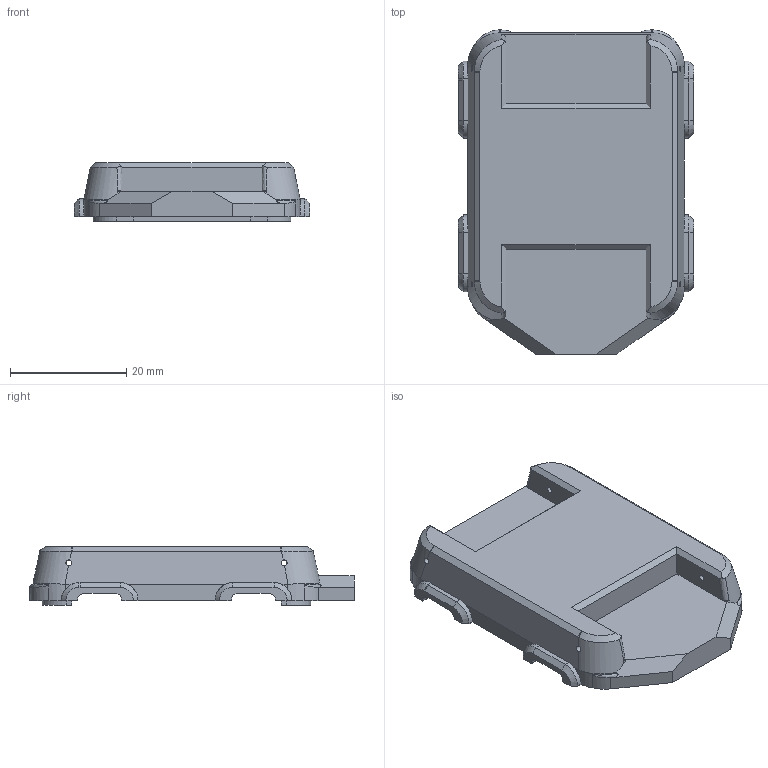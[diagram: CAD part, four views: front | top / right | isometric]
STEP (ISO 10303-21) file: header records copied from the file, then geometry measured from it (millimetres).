
FILE_DESCRIPTION(('Open CASCADE Model'),'2;1');
FILE_NAME('Open CASCADE Shape Model','2021-08-26T01:18:17',('Author'),( 'Open CASCADE'),'Open CASCADE STEP processor 7.5','Open CASCADE 7.5' ,'Unknown');
FILE_SCHEMA(('AUTOMOTIVE_DESIGN { 1 0 10303 214 1 1 1 1 }'));
Length unit declared in the file: millimetre
Products named in the file (1): Open CASCADE STEP translator 7.5 3
Bounding box: 40.4 x 55.69 x 10.1 mm (x, y, z)
Volume: 6310.3 mm3; surface area: 6642.2 mm2
Topology: 1 solids, 1 shells, 212 faces, 614 edges, 402 vertices
Faces by surface type: plane 122, cylinder 62, bspline 20, cone 8
Full cylindrical faces by diameter (mm): 1 x4, 1.623 x4
Entity records: 19292 total; most frequent: CARTESIAN_POINT 7752, DIRECTION 1987, ORIENTED_EDGE 1224, PCURVE 1224, DEFINITIONAL_REPRESENTATION 1224, LINE 1212, VECTOR 1212, EDGE_CURVE 612
